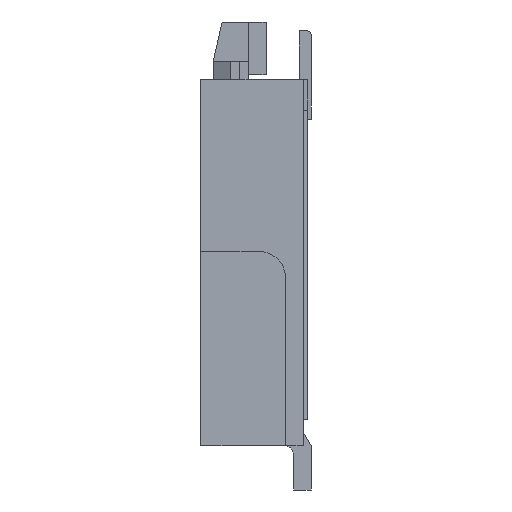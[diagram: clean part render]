
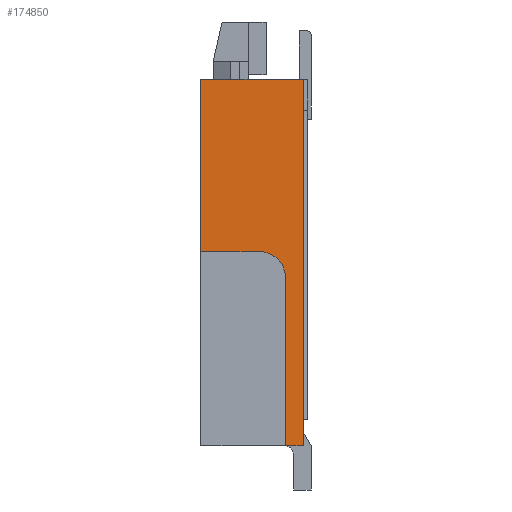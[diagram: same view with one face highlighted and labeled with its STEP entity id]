
A CAD part, left-side view. The second image highlights one B-rep face of the part: STEP entity #174850.
In plain terms, the highlighted planar face has unit normal (-1, 0, 0).
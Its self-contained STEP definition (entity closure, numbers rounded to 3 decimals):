
#59730=CARTESIAN_POINT('',(-17.525,7.007,
-0.638));
#59740=VERTEX_POINT('',#59730);
#59770=CARTESIAN_POINT('',(-17.525,6.757,
-0.638));
#59780=DIRECTION('',(0.,1.,0.));
#59790=VECTOR('',#59780,1.);
#59800=LINE('',#59770,#59790);
#59810=CARTESIAN_POINT('',(-17.525,6.807,
-0.638));
#59820=VERTEX_POINT('',#59810);
#59830=EDGE_CURVE('',#59820,#59740,#59800,.T.);
#129220=CARTESIAN_POINT('',(-17.525,6.807,
3.512));
#129230=VERTEX_POINT('',#129220);
#129260=CARTESIAN_POINT('',(-17.525,6.757,
3.512));
#129270=DIRECTION('',(0.,1.,0.));
#129280=VECTOR('',#129270,1.);
#129290=LINE('',#129260,#129280);
#129300=CARTESIAN_POINT('',(-17.525,7.967,
3.512));
#129310=VERTEX_POINT('',#129300);
#129320=EDGE_CURVE('',#129230,#129310,#129290,.T.);
#150740=CARTESIAN_POINT('',(-17.525,7.307,
1.562));
#150750=VERTEX_POINT('',#150740);
#151060=CARTESIAN_POINT('',(-17.525,7.967,
1.562));
#151070=VERTEX_POINT('',#151060);
#151100=CARTESIAN_POINT('',(-17.525,6.757,
1.562));
#151110=DIRECTION('',(0.,1.,0.));
#151120=VECTOR('',#151110,1.);
#151130=LINE('',#151100,#151120);
#151140=EDGE_CURVE('',#150750,#151070,#151130,.T.);
#174270=CARTESIAN_POINT('',(-17.525,7.007,
1.262));
#174280=VERTEX_POINT('',#174270);
#174310=CARTESIAN_POINT('',(-17.525,7.007,
-0.638));
#174320=DIRECTION('',(0.,0.,-1.));
#174330=VECTOR('',#174320,1.);
#174340=LINE('',#174310,#174330);
#174350=EDGE_CURVE('',#174280,#59740,#174340,.T.);
#174550=CARTESIAN_POINT('',(-17.525,7.528,
1.94));
#174560=DIRECTION('',(1.,0.,0.));
#174570=DIRECTION('',(0.,1.,0.));
#174580=AXIS2_PLACEMENT_3D('',#174550,#174560,#174570);
#174590=PLANE('',#174580);
#174600=CARTESIAN_POINT('',(-17.525,7.307,
1.262));
#174610=DIRECTION('',(1.,0.,0.));
#174620=DIRECTION('',(0.,1.,0.));
#174630=AXIS2_PLACEMENT_3D('',#174600,#174610,#174620);
#174640=CIRCLE('',#174630,0.3);
#174650=EDGE_CURVE('',#150750,#174280,#174640,.T.);
#174660=ORIENTED_EDGE('',*,*,#174650,.T.);
#174670=ORIENTED_EDGE('',*,*,#151140,.F.);
#174680=CARTESIAN_POINT('',(-17.525,7.967,
-0.638));
#174690=DIRECTION('',(0.,0.,1.));
#174700=VECTOR('',#174690,1.);
#174710=LINE('',#174680,#174700);
#174720=EDGE_CURVE('',#151070,#129310,#174710,.T.);
#174730=ORIENTED_EDGE('',*,*,#174720,.F.);
#174740=ORIENTED_EDGE('',*,*,#129320,.T.);
#174750=CARTESIAN_POINT('',(-17.525,6.807,
-0.638));
#174760=DIRECTION('',(0.,0.,1.));
#174770=VECTOR('',#174760,1.);
#174780=LINE('',#174750,#174770);
#174790=EDGE_CURVE('',#59820,#129230,#174780,.T.);
#174800=ORIENTED_EDGE('',*,*,#174790,.T.);
#174810=ORIENTED_EDGE('',*,*,#59830,.F.);
#174820=ORIENTED_EDGE('',*,*,#174350,.T.);
#174830=EDGE_LOOP('',(#174820,#174810,#174800,#174740,#174730,#174670,
#174660));
#174840=FACE_OUTER_BOUND('',#174830,.T.);
#174850=ADVANCED_FACE('',(#174840),#174590,.F.);
